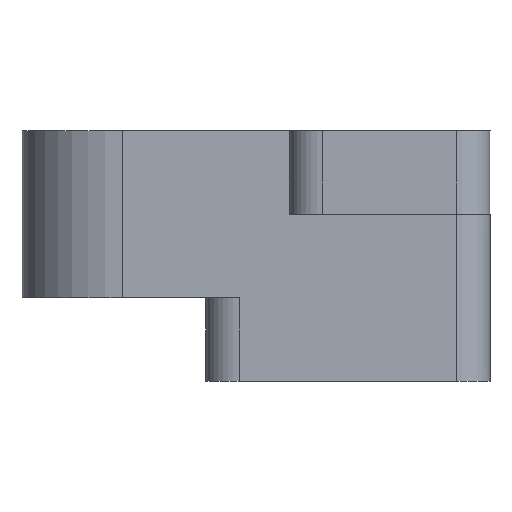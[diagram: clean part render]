
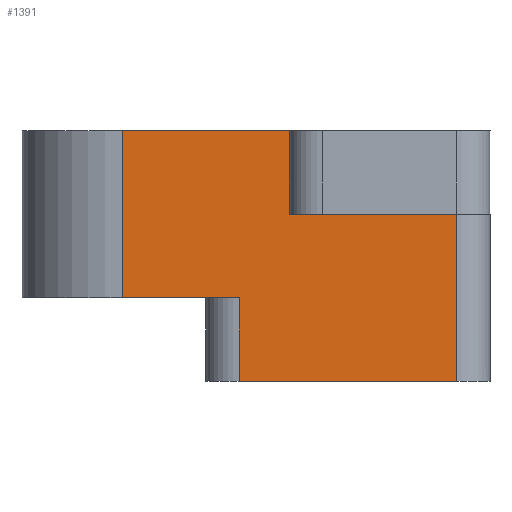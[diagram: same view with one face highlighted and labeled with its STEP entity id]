
A CAD part, left-side view. The second image highlights one B-rep face of the part: STEP entity #1391.
In plain terms, the highlighted planar face has unit normal (-1, 0, 0).
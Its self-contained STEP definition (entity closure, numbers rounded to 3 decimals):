
#54 = PLANE('',#55);
#55 = AXIS2_PLACEMENT_3D('',#56,#57,#58);
#56 = CARTESIAN_POINT('',(11.567,10.257,-1.));
#57 = DIRECTION('',(0.,0.,-1.));
#58 = DIRECTION('',(-1.,0.,0.));
#165 = PLANE('',#166);
#166 = AXIS2_PLACEMENT_3D('',#167,#168,#169);
#167 = CARTESIAN_POINT('',(0.,-22.,9.));
#168 = DIRECTION('',(0.,0.,-1.));
#169 = DIRECTION('',(-1.,0.,-0.));
#191 = CYLINDRICAL_SURFACE('',#192,6.);
#192 = AXIS2_PLACEMENT_3D('',#193,#194,#195);
#193 = CARTESIAN_POINT('',(-19.,0.,9.));
#194 = DIRECTION('',(0.,0.,1.));
#195 = DIRECTION('',(1.,0.,0.));
#237 = VERTEX_POINT('',#238);
#238 = CARTESIAN_POINT('',(-25.,-7.,-1.));
#253 = CYLINDRICAL_SURFACE('',#254,2.);
#254 = AXIS2_PLACEMENT_3D('',#255,#256,#257);
#255 = CARTESIAN_POINT('',(-23.,-7.,-1.));
#256 = DIRECTION('',(0.,0.,-1.));
#257 = DIRECTION('',(-1.,0.,0.));
#265 = EDGE_CURVE('',#266,#237,#268,.T.);
#266 = VERTEX_POINT('',#267);
#267 = CARTESIAN_POINT('',(-25.,0.,-1.));
#268 = SURFACE_CURVE('',#269,(#273,#280),.PCURVE_S1.);
#269 = LINE('',#270,#271);
#270 = CARTESIAN_POINT('',(-25.,5.128,-1.));
#271 = VECTOR('',#272,1.);
#272 = DIRECTION('',(-0.,-1.,-0.));
#273 = PCURVE('',#54,#274);
#274 = DEFINITIONAL_REPRESENTATION('',(#275),#279);
#275 = LINE('',#276,#277);
#276 = CARTESIAN_POINT('',(36.567,-5.128));
#277 = VECTOR('',#278,1.);
#278 = DIRECTION('',(0.,-1.));
#279 = ( GEOMETRIC_REPRESENTATION_CONTEXT(2) 
PARAMETRIC_REPRESENTATION_CONTEXT() REPRESENTATION_CONTEXT('2D SPACE',''
  ) );
#280 = PCURVE('',#281,#286);
#281 = PLANE('',#282);
#282 = AXIS2_PLACEMENT_3D('',#283,#284,#285);
#283 = CARTESIAN_POINT('',(-25.,0.,9.));
#284 = DIRECTION('',(-1.,0.,0.));
#285 = DIRECTION('',(0.,-1.,0.));
#286 = DEFINITIONAL_REPRESENTATION('',(#287),#291);
#287 = LINE('',#288,#289);
#288 = CARTESIAN_POINT('',(-5.128,-10.));
#289 = VECTOR('',#290,1.);
#290 = DIRECTION('',(1.,-0.));
#291 = ( GEOMETRIC_REPRESENTATION_CONTEXT(2) 
PARAMETRIC_REPRESENTATION_CONTEXT() REPRESENTATION_CONTEXT('2D SPACE',''
  ) );
#1041 = VERTEX_POINT('',#1042);
#1042 = CARTESIAN_POINT('',(-25.,0.,9.));
#1070 = EDGE_CURVE('',#1041,#266,#1071,.T.);
#1071 = SURFACE_CURVE('',#1072,(#1076,#1083),.PCURVE_S1.);
#1072 = LINE('',#1073,#1074);
#1073 = CARTESIAN_POINT('',(-25.,0.,9.));
#1074 = VECTOR('',#1075,1.);
#1075 = DIRECTION('',(-0.,-0.,-1.));
#1076 = PCURVE('',#191,#1077);
#1077 = DEFINITIONAL_REPRESENTATION('',(#1078),#1082);
#1078 = LINE('',#1079,#1080);
#1079 = CARTESIAN_POINT('',(3.142,0.));
#1080 = VECTOR('',#1081,1.);
#1081 = DIRECTION('',(0.,-1.));
#1082 = ( GEOMETRIC_REPRESENTATION_CONTEXT(2) 
PARAMETRIC_REPRESENTATION_CONTEXT() REPRESENTATION_CONTEXT('2D SPACE',''
  ) );
#1083 = PCURVE('',#281,#1084);
#1084 = DEFINITIONAL_REPRESENTATION('',(#1085),#1089);
#1085 = LINE('',#1086,#1087);
#1086 = CARTESIAN_POINT('',(0.,0.));
#1087 = VECTOR('',#1088,1.);
#1088 = DIRECTION('',(0.,-1.));
#1089 = ( GEOMETRIC_REPRESENTATION_CONTEXT(2) 
PARAMETRIC_REPRESENTATION_CONTEXT() REPRESENTATION_CONTEXT('2D SPACE',''
  ) );
#1237 = PLANE('',#1238);
#1238 = AXIS2_PLACEMENT_3D('',#1239,#1240,#1241);
#1239 = CARTESIAN_POINT('',(0.,-22.,-6.));
#1240 = DIRECTION('',(0.,0.,-1.));
#1241 = DIRECTION('',(-1.,0.,0.));
#1298 = VERTEX_POINT('',#1299);
#1299 = CARTESIAN_POINT('',(-25.,-7.,-6.));
#1321 = EDGE_CURVE('',#237,#1298,#1322,.T.);
#1322 = SURFACE_CURVE('',#1323,(#1327,#1334),.PCURVE_S1.);
#1323 = LINE('',#1324,#1325);
#1324 = CARTESIAN_POINT('',(-25.,-7.,-1.));
#1325 = VECTOR('',#1326,1.);
#1326 = DIRECTION('',(0.,0.,-1.));
#1327 = PCURVE('',#253,#1328);
#1328 = DEFINITIONAL_REPRESENTATION('',(#1329),#1333);
#1329 = LINE('',#1330,#1331);
#1330 = CARTESIAN_POINT('',(0.,0.));
#1331 = VECTOR('',#1332,1.);
#1332 = DIRECTION('',(0.,1.));
#1333 = ( GEOMETRIC_REPRESENTATION_CONTEXT(2) 
PARAMETRIC_REPRESENTATION_CONTEXT() REPRESENTATION_CONTEXT('2D SPACE',''
  ) );
#1334 = PCURVE('',#281,#1335);
#1335 = DEFINITIONAL_REPRESENTATION('',(#1336),#1340);
#1336 = LINE('',#1337,#1338);
#1337 = CARTESIAN_POINT('',(7.,-10.));
#1338 = VECTOR('',#1339,1.);
#1339 = DIRECTION('',(0.,-1.));
#1340 = ( GEOMETRIC_REPRESENTATION_CONTEXT(2) 
PARAMETRIC_REPRESENTATION_CONTEXT() REPRESENTATION_CONTEXT('2D SPACE',''
  ) );
#1391 = ADVANCED_FACE('',(#1392),#281,.T.);
#1392 = FACE_BOUND('',#1393,.T.);
#1393 = EDGE_LOOP('',(#1394,#1422,#1448,#1469,#1470,#1471,#1472,#1495));
#1394 = ORIENTED_EDGE('',*,*,#1395,.F.);
#1395 = EDGE_CURVE('',#1396,#1398,#1400,.T.);
#1396 = VERTEX_POINT('',#1397);
#1397 = CARTESIAN_POINT('',(-25.,-10.,4.));
#1398 = VERTEX_POINT('',#1399);
#1399 = CARTESIAN_POINT('',(-25.,-20.,4.));
#1400 = SURFACE_CURVE('',#1401,(#1405,#1411),.PCURVE_S1.);
#1401 = LINE('',#1402,#1403);
#1402 = CARTESIAN_POINT('',(-25.,-5.,4.));
#1403 = VECTOR('',#1404,1.);
#1404 = DIRECTION('',(-0.,-1.,-0.));
#1405 = PCURVE('',#281,#1406);
#1406 = DEFINITIONAL_REPRESENTATION('',(#1407),#1410);
#1407 = B_SPLINE_CURVE_WITH_KNOTS('',1,(#1408,#1409),.UNSPECIFIED.,.F.,
  .F.,(2,2),(3.8,18.2),.PIECEWISE_BEZIER_KNOTS.);
#1408 = CARTESIAN_POINT('',(8.8,-5.));
#1409 = CARTESIAN_POINT('',(23.2,-5.));
#1410 = ( GEOMETRIC_REPRESENTATION_CONTEXT(2) 
PARAMETRIC_REPRESENTATION_CONTEXT() REPRESENTATION_CONTEXT('2D SPACE',''
  ) );
#1411 = PCURVE('',#1412,#1417);
#1412 = PLANE('',#1413);
#1413 = AXIS2_PLACEMENT_3D('',#1414,#1415,#1416);
#1414 = CARTESIAN_POINT('',(0.,-10.,4.));
#1415 = DIRECTION('',(0.,0.,-1.));
#1416 = DIRECTION('',(-1.,0.,0.));
#1417 = DEFINITIONAL_REPRESENTATION('',(#1418),#1421);
#1418 = B_SPLINE_CURVE_WITH_KNOTS('',1,(#1419,#1420),.UNSPECIFIED.,.F.,
  .F.,(2,2),(3.8,18.2),.PIECEWISE_BEZIER_KNOTS.);
#1419 = CARTESIAN_POINT('',(25.,1.2));
#1420 = CARTESIAN_POINT('',(25.,-13.2));
#1421 = ( GEOMETRIC_REPRESENTATION_CONTEXT(2) 
PARAMETRIC_REPRESENTATION_CONTEXT() REPRESENTATION_CONTEXT('2D SPACE',''
  ) );
#1422 = ORIENTED_EDGE('',*,*,#1423,.F.);
#1423 = EDGE_CURVE('',#1424,#1396,#1426,.T.);
#1424 = VERTEX_POINT('',#1425);
#1425 = CARTESIAN_POINT('',(-25.,-10.,9.));
#1426 = SURFACE_CURVE('',#1427,(#1431,#1437),.PCURVE_S1.);
#1427 = LINE('',#1428,#1429);
#1428 = CARTESIAN_POINT('',(-25.,-10.,9.));
#1429 = VECTOR('',#1430,1.);
#1430 = DIRECTION('',(0.,0.,-1.));
#1431 = PCURVE('',#281,#1432);
#1432 = DEFINITIONAL_REPRESENTATION('',(#1433),#1436);
#1433 = B_SPLINE_CURVE_WITH_KNOTS('',1,(#1434,#1435),.UNSPECIFIED.,.F.,
  .F.,(2,2),(-0.5,5.5),.PIECEWISE_BEZIER_KNOTS.);
#1434 = CARTESIAN_POINT('',(10.,0.5));
#1435 = CARTESIAN_POINT('',(10.,-5.5));
#1436 = ( GEOMETRIC_REPRESENTATION_CONTEXT(2) 
PARAMETRIC_REPRESENTATION_CONTEXT() REPRESENTATION_CONTEXT('2D SPACE',''
  ) );
#1437 = PCURVE('',#1438,#1443);
#1438 = PLANE('',#1439);
#1439 = AXIS2_PLACEMENT_3D('',#1440,#1441,#1442);
#1440 = CARTESIAN_POINT('',(0.,-10.,9.));
#1441 = DIRECTION('',(0.,1.,0.));
#1442 = DIRECTION('',(-1.,0.,0.));
#1443 = DEFINITIONAL_REPRESENTATION('',(#1444),#1447);
#1444 = B_SPLINE_CURVE_WITH_KNOTS('',1,(#1445,#1446),.UNSPECIFIED.,.F.,
  .F.,(2,2),(-0.5,5.5),.PIECEWISE_BEZIER_KNOTS.);
#1445 = CARTESIAN_POINT('',(25.,0.5));
#1446 = CARTESIAN_POINT('',(25.,-5.5));
#1447 = ( GEOMETRIC_REPRESENTATION_CONTEXT(2) 
PARAMETRIC_REPRESENTATION_CONTEXT() REPRESENTATION_CONTEXT('2D SPACE',''
  ) );
#1448 = ORIENTED_EDGE('',*,*,#1449,.F.);
#1449 = EDGE_CURVE('',#1041,#1424,#1450,.T.);
#1450 = SURFACE_CURVE('',#1451,(#1455,#1462),.PCURVE_S1.);
#1451 = LINE('',#1452,#1453);
#1452 = CARTESIAN_POINT('',(-25.,0.,9.));
#1453 = VECTOR('',#1454,1.);
#1454 = DIRECTION('',(0.,-1.,0.));
#1455 = PCURVE('',#281,#1456);
#1456 = DEFINITIONAL_REPRESENTATION('',(#1457),#1461);
#1457 = LINE('',#1458,#1459);
#1458 = CARTESIAN_POINT('',(0.,0.));
#1459 = VECTOR('',#1460,1.);
#1460 = DIRECTION('',(1.,0.));
#1461 = ( GEOMETRIC_REPRESENTATION_CONTEXT(2) 
PARAMETRIC_REPRESENTATION_CONTEXT() REPRESENTATION_CONTEXT('2D SPACE',''
  ) );
#1462 = PCURVE('',#165,#1463);
#1463 = DEFINITIONAL_REPRESENTATION('',(#1464),#1468);
#1464 = LINE('',#1465,#1466);
#1465 = CARTESIAN_POINT('',(25.,22.));
#1466 = VECTOR('',#1467,1.);
#1467 = DIRECTION('',(0.,-1.));
#1468 = ( GEOMETRIC_REPRESENTATION_CONTEXT(2) 
PARAMETRIC_REPRESENTATION_CONTEXT() REPRESENTATION_CONTEXT('2D SPACE',''
  ) );
#1469 = ORIENTED_EDGE('',*,*,#1070,.T.);
#1470 = ORIENTED_EDGE('',*,*,#265,.T.);
#1471 = ORIENTED_EDGE('',*,*,#1321,.T.);
#1472 = ORIENTED_EDGE('',*,*,#1473,.T.);
#1473 = EDGE_CURVE('',#1298,#1474,#1476,.T.);
#1474 = VERTEX_POINT('',#1475);
#1475 = CARTESIAN_POINT('',(-25.,-20.,-6.));
#1476 = SURFACE_CURVE('',#1477,(#1481,#1488),.PCURVE_S1.);
#1477 = LINE('',#1478,#1479);
#1478 = CARTESIAN_POINT('',(-25.,0.,-6.));
#1479 = VECTOR('',#1480,1.);
#1480 = DIRECTION('',(0.,-1.,0.));
#1481 = PCURVE('',#281,#1482);
#1482 = DEFINITIONAL_REPRESENTATION('',(#1483),#1487);
#1483 = LINE('',#1484,#1485);
#1484 = CARTESIAN_POINT('',(0.,-15.));
#1485 = VECTOR('',#1486,1.);
#1486 = DIRECTION('',(1.,0.));
#1487 = ( GEOMETRIC_REPRESENTATION_CONTEXT(2) 
PARAMETRIC_REPRESENTATION_CONTEXT() REPRESENTATION_CONTEXT('2D SPACE',''
  ) );
#1488 = PCURVE('',#1237,#1489);
#1489 = DEFINITIONAL_REPRESENTATION('',(#1490),#1494);
#1490 = LINE('',#1491,#1492);
#1491 = CARTESIAN_POINT('',(25.,22.));
#1492 = VECTOR('',#1493,1.);
#1493 = DIRECTION('',(0.,-1.));
#1494 = ( GEOMETRIC_REPRESENTATION_CONTEXT(2) 
PARAMETRIC_REPRESENTATION_CONTEXT() REPRESENTATION_CONTEXT('2D SPACE',''
  ) );
#1495 = ORIENTED_EDGE('',*,*,#1496,.F.);
#1496 = EDGE_CURVE('',#1398,#1474,#1497,.T.);
#1497 = SURFACE_CURVE('',#1498,(#1502,#1509),.PCURVE_S1.);
#1498 = LINE('',#1499,#1500);
#1499 = CARTESIAN_POINT('',(-25.,-20.,4.));
#1500 = VECTOR('',#1501,1.);
#1501 = DIRECTION('',(-0.,-0.,-1.));
#1502 = PCURVE('',#281,#1503);
#1503 = DEFINITIONAL_REPRESENTATION('',(#1504),#1508);
#1504 = LINE('',#1505,#1506);
#1505 = CARTESIAN_POINT('',(20.,-5.));
#1506 = VECTOR('',#1507,1.);
#1507 = DIRECTION('',(0.,-1.));
#1508 = ( GEOMETRIC_REPRESENTATION_CONTEXT(2) 
PARAMETRIC_REPRESENTATION_CONTEXT() REPRESENTATION_CONTEXT('2D SPACE',''
  ) );
#1509 = PCURVE('',#1510,#1515);
#1510 = CYLINDRICAL_SURFACE('',#1511,2.);
#1511 = AXIS2_PLACEMENT_3D('',#1512,#1513,#1514);
#1512 = CARTESIAN_POINT('',(-23.,-20.,4.));
#1513 = DIRECTION('',(-0.,-0.,-1.));
#1514 = DIRECTION('',(-1.,0.,0.));
#1515 = DEFINITIONAL_REPRESENTATION('',(#1516),#1520);
#1516 = LINE('',#1517,#1518);
#1517 = CARTESIAN_POINT('',(-0.,0.));
#1518 = VECTOR('',#1519,1.);
#1519 = DIRECTION('',(-0.,1.));
#1520 = ( GEOMETRIC_REPRESENTATION_CONTEXT(2) 
PARAMETRIC_REPRESENTATION_CONTEXT() REPRESENTATION_CONTEXT('2D SPACE',''
  ) );
